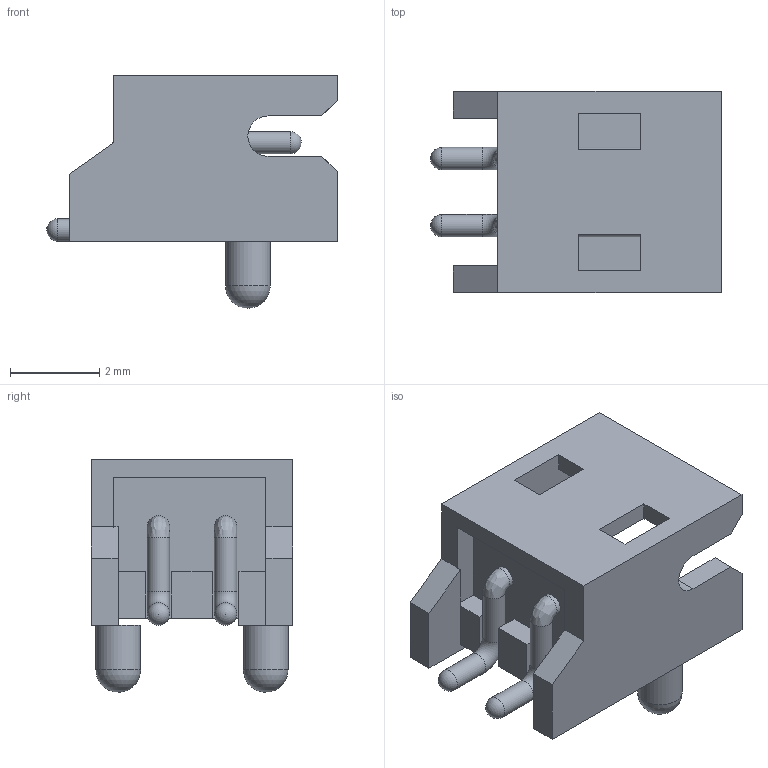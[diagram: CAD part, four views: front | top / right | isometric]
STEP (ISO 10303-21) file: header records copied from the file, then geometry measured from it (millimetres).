
FILE_DESCRIPTION(/* description */ (''),/* implementation_level */ '2;1');
FILE_NAME(/* name */ 'S2B-ZR-SM2-TF.step',/* time_stamp */ '2023-11-07T20:03:08+03:00',/* author */ ('Sandman'),/* organization */ (''),/* preprocessor_version */ 'ST-DEVELOPER v18.1',/* originating_system */ 'Autodesk Inventor 2021',/* authorisation */ '');
FILE_SCHEMA (('AUTOMOTIVE_DESIGN { 1 0 10303 214 3 1 1 }'));
Length unit declared in the file: millimetre
Products named in the file (1): ZH_connector
Bounding box: 6.5 x 4.5 x 5.2 mm (x, y, z)
Volume: 48.1 mm3; surface area: 195.4 mm2
Topology: 1 solids, 1 shells, 77 faces, 219 edges, 137 vertices
Faces by surface type: plane 55, cylinder 12, sphere 6, torus 2, bspline 2
Full cylindrical faces by diameter (mm): 0.5 x8, 1 x2
Entity records: 2528 total; most frequent: CARTESIAN_POINT 476, ORIENTED_EDGE 418, DIRECTION 400, EDGE_CURVE 209, LINE 170, VECTOR 170, VERTEX_POINT 137, AXIS2_PLACEMENT_3D 115
